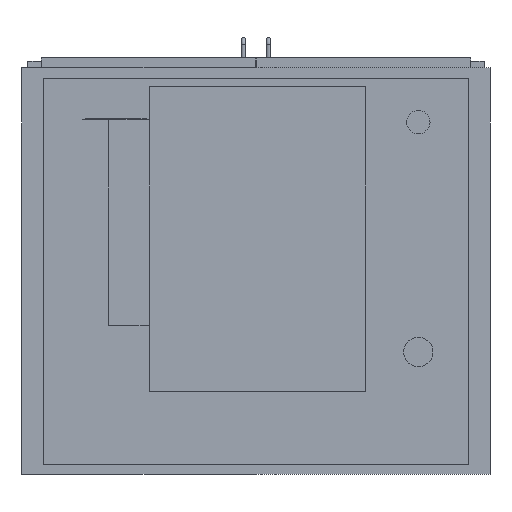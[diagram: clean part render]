
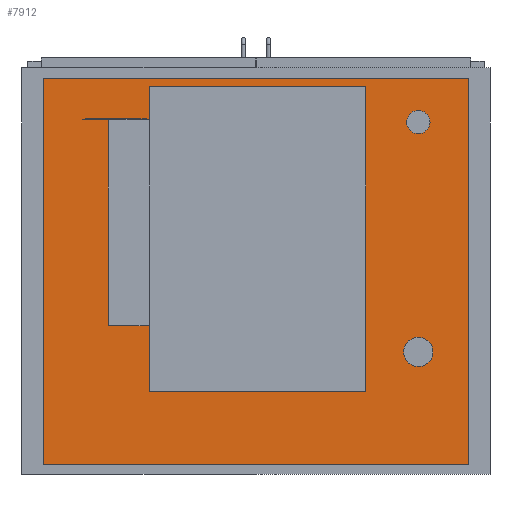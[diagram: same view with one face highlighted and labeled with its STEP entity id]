
A CAD part, front view. The second image highlights one B-rep face of the part: STEP entity #7912.
In plain terms, the highlighted planar face has unit normal (0, -1, 0).
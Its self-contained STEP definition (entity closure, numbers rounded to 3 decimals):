
#86=FACE_BOUND('',#851,.T.);
#87=FACE_BOUND('',#852,.T.);
#107=CIRCLE('',#8458,20.);
#109=CIRCLE('',#8462,25.);
#354=FACE_OUTER_BOUND('',#850,.T.);
#850=EDGE_LOOP('',(#5355,#5356,#5357,#5358));
#851=EDGE_LOOP('',(#5359));
#852=EDGE_LOOP('',(#5360));
#1396=LINE('',#11436,#2400);
#1398=LINE('',#11440,#2402);
#1400=LINE('',#11444,#2404);
#1402=LINE('',#11447,#2406);
#2400=VECTOR('',#9191,10.);
#2402=VECTOR('',#9195,10.);
#2404=VECTOR('',#9199,10.);
#2406=VECTOR('',#9203,10.);
#3362=VERTEX_POINT('',#11362);
#3364=VERTEX_POINT('',#11369);
#3385=VERTEX_POINT('',#11433);
#3386=VERTEX_POINT('',#11435);
#3387=VERTEX_POINT('',#11439);
#3388=VERTEX_POINT('',#11443);
#4119=EDGE_CURVE('',#3362,#3362,#107,.T.);
#4122=EDGE_CURVE('',#3364,#3364,#109,.T.);
#4152=EDGE_CURVE('',#3386,#3385,#1396,.T.);
#4154=EDGE_CURVE('',#3387,#3386,#1398,.T.);
#4156=EDGE_CURVE('',#3388,#3387,#1400,.T.);
#4158=EDGE_CURVE('',#3385,#3388,#1402,.T.);
#5355=ORIENTED_EDGE('',*,*,#4158,.T.);
#5356=ORIENTED_EDGE('',*,*,#4156,.T.);
#5357=ORIENTED_EDGE('',*,*,#4154,.T.);
#5358=ORIENTED_EDGE('',*,*,#4152,.T.);
#5359=ORIENTED_EDGE('',*,*,#4119,.T.);
#5360=ORIENTED_EDGE('',*,*,#4122,.T.);
#7484=PLANE('',#8479);
#7912=ADVANCED_FACE('',(#354,#86,#87),#7484,.T.);
#8458=AXIS2_PLACEMENT_3D('',#11364,#9125,#9126);
#8462=AXIS2_PLACEMENT_3D('',#11371,#9134,#9135);
#8479=AXIS2_PLACEMENT_3D('',#11448,#9204,#9205);
#9125=DIRECTION('center_axis',(0.,1.,0.));
#9126=DIRECTION('ref_axis',(1.,0.,0.));
#9134=DIRECTION('center_axis',(0.,1.,0.));
#9135=DIRECTION('ref_axis',(1.,0.,0.));
#9191=DIRECTION('',(0.,0.,1.));
#9195=DIRECTION('',(1.,0.,0.));
#9199=DIRECTION('',(0.,0.,-1.));
#9203=DIRECTION('',(-1.,0.,0.));
#9204=DIRECTION('center_axis',(0.,-1.,0.));
#9205=DIRECTION('ref_axis',(0.,0.,-1.));
#11362=CARTESIAN_POINT('',(257.5,-370.,255.));
#11364=CARTESIAN_POINT('Origin',(277.5,-370.,255.));
#11369=CARTESIAN_POINT('',(252.5,-370.,-138.));
#11371=CARTESIAN_POINT('Origin',(277.5,-370.,-138.));
#11433=CARTESIAN_POINT('',(362.5,-370.,330.));
#11435=CARTESIAN_POINT('',(362.5,-370.,-330.));
#11436=CARTESIAN_POINT('',(362.5,-370.,330.));
#11439=CARTESIAN_POINT('',(-362.5,-370.,-330.));
#11440=CARTESIAN_POINT('',(362.5,-370.,-330.));
#11443=CARTESIAN_POINT('',(-362.5,-370.,330.));
#11444=CARTESIAN_POINT('',(-362.5,-370.,-330.));
#11447=CARTESIAN_POINT('',(-362.5,-370.,330.));
#11448=CARTESIAN_POINT('Origin',(0.,-370.,0.));
